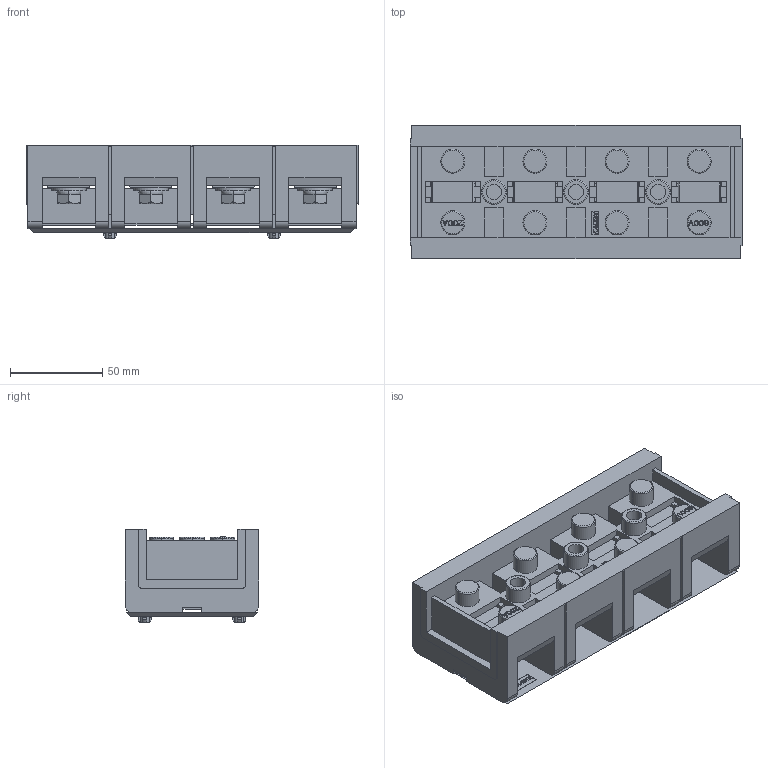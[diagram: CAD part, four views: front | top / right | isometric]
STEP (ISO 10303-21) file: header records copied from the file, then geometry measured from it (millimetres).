
FILE_DESCRIPTION((''),'2;1');
FILE_NAME('ZK3-691-055_ASM','2023-03-01T',('xp'),(''),'PRO/ENGINEER BY PARAMETRIC TECHNOLOGY CORPORATION, 2008380','PRO/ENGINEER BY PARAMETRIC TECHNOLOGY CORPORATION, 2008380','');
FILE_SCHEMA(('CONFIG_CONTROL_DESIGN'));
Length unit declared in the file: millimetre
Products named in the file (8): ZK7-810-121; ZK7-740-023; ZK7-854-025; ZK8-900-039; ZK8-804-032; ZK8-390-050; ZK7-852-138; ZK3-691-055_ASM
Assembly tree (27 placements, depth 2):
  ZK3-691-055_ASM
    ZK7-810-121
    ZK7-740-023  x4
    ZK7-854-025  x8
    ZK8-900-039  x8
    ZK8-804-032
    ZK8-390-050  x4
    ZK7-852-138
Bounding box: 180 x 72.5 x 50.6 mm (x, y, z)
Volume: 294911.1 mm3; surface area: 149587.1 mm2
Topology: 27 solids, 27 shells, 2105 faces, 5708 edges, 3766 vertices
Faces by surface type: plane 1549, cylinder 334, bspline 88, cone 80, revolution 32, torus 22
Entity records: 46156 total; most frequent: CARTESIAN_POINT 10255, ORIENTED_EDGE 7644, DIRECTION 6971, EDGE_CURVE 3822, VECTOR 3343, LINE 3343, VERTEX_POINT 2525, AXIS2_PLACEMENT_3D 1812
